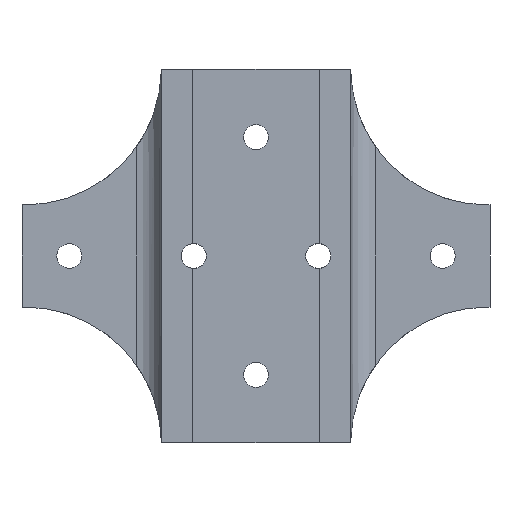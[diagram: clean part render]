
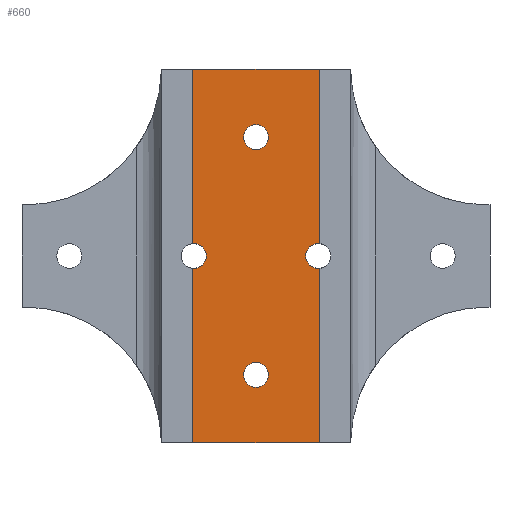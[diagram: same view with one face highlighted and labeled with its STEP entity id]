
A CAD part, left-side view. The second image highlights one B-rep face of the part: STEP entity #660.
In plain terms, the highlighted planar face has unit normal (-1, 0, 0).
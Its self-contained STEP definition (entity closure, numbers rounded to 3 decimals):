
#23=FACE_BOUND('',#137,.T.);
#24=FACE_BOUND('',#138,.T.);
#40=CIRCLE('',#716,2.5);
#42=CIRCLE('',#719,2.5);
#44=CIRCLE('',#724,2.5);
#46=CIRCLE('',#727,2.5);
#48=CIRCLE('',#729,2.5);
#62=PLANE('',#732);
#94=FACE_OUTER_BOUND('',#136,.T.);
#136=EDGE_LOOP('',(#565,#566,#567,#568,#569,#570,#571,#572,#573));
#137=EDGE_LOOP('',(#574));
#138=EDGE_LOOP('',(#575));
#191=LINE('',#1196,#253);
#192=LINE('',#1199,#254);
#195=LINE('',#1205,#257);
#196=LINE('',#1206,#258);
#197=LINE('',#1208,#259);
#198=LINE('',#1209,#260);
#253=VECTOR('',#883,10.);
#254=VECTOR('',#886,10.);
#257=VECTOR('',#891,10.);
#258=VECTOR('',#892,10.);
#259=VECTOR('',#893,10.);
#260=VECTOR('',#894,10.);
#318=VERTEX_POINT('',#1154);
#320=VERTEX_POINT('',#1160);
#323=VERTEX_POINT('',#1172);
#324=VERTEX_POINT('',#1174);
#326=VERTEX_POINT('',#1180);
#327=VERTEX_POINT('',#1182);
#330=VERTEX_POINT('',#1188);
#332=VERTEX_POINT('',#1194);
#333=VERTEX_POINT('',#1198);
#335=VERTEX_POINT('',#1204);
#336=VERTEX_POINT('',#1207);
#395=EDGE_CURVE('',#318,#318,#40,.T.);
#398=EDGE_CURVE('',#320,#320,#42,.T.);
#404=EDGE_CURVE('',#324,#323,#44,.T.);
#408=EDGE_CURVE('',#327,#326,#46,.T.);
#412=EDGE_CURVE('',#326,#330,#48,.T.);
#415=EDGE_CURVE('',#332,#323,#191,.T.);
#416=EDGE_CURVE('',#324,#333,#192,.T.);
#419=EDGE_CURVE('',#335,#332,#195,.T.);
#420=EDGE_CURVE('',#327,#335,#196,.T.);
#421=EDGE_CURVE('',#336,#330,#197,.T.);
#422=EDGE_CURVE('',#333,#336,#198,.T.);
#565=ORIENTED_EDGE('',*,*,#404,.T.);
#566=ORIENTED_EDGE('',*,*,#415,.F.);
#567=ORIENTED_EDGE('',*,*,#419,.F.);
#568=ORIENTED_EDGE('',*,*,#420,.F.);
#569=ORIENTED_EDGE('',*,*,#408,.T.);
#570=ORIENTED_EDGE('',*,*,#412,.T.);
#571=ORIENTED_EDGE('',*,*,#421,.F.);
#572=ORIENTED_EDGE('',*,*,#422,.F.);
#573=ORIENTED_EDGE('',*,*,#416,.F.);
#574=ORIENTED_EDGE('',*,*,#395,.T.);
#575=ORIENTED_EDGE('',*,*,#398,.T.);
#660=ADVANCED_FACE('',(#94,#23,#24),#62,.F.);
#716=AXIS2_PLACEMENT_3D('',#1156,#842,#843);
#719=AXIS2_PLACEMENT_3D('',#1162,#849,#850);
#724=AXIS2_PLACEMENT_3D('',#1175,#863,#864);
#727=AXIS2_PLACEMENT_3D('',#1183,#871,#872);
#729=AXIS2_PLACEMENT_3D('',#1190,#877,#878);
#732=AXIS2_PLACEMENT_3D('',#1203,#889,#890);
#842=DIRECTION('center_axis',(1.,0.,0.));
#843=DIRECTION('ref_axis',(0.,1.,0.));
#849=DIRECTION('center_axis',(1.,0.,0.));
#850=DIRECTION('ref_axis',(0.,1.,0.));
#863=DIRECTION('center_axis',(1.,0.,0.));
#864=DIRECTION('ref_axis',(0.,1.,0.));
#871=DIRECTION('center_axis',(1.,0.,0.));
#872=DIRECTION('ref_axis',(0.,1.,0.));
#877=DIRECTION('center_axis',(1.,0.,0.));
#878=DIRECTION('ref_axis',(0.,1.,0.));
#883=DIRECTION('',(0.,0.,-1.));
#886=DIRECTION('',(0.,0.,-1.));
#889=DIRECTION('center_axis',(1.,0.,0.));
#890=DIRECTION('ref_axis',(0.,0.,-1.));
#891=DIRECTION('',(0.,-1.,0.));
#892=DIRECTION('',(0.,0.,1.));
#893=DIRECTION('',(0.,0.,1.));
#894=DIRECTION('',(0.,1.,0.));
#1154=CARTESIAN_POINT('',(5.,-2.5,23.875));
#1156=CARTESIAN_POINT('Origin',(5.,0.,23.875));
#1160=CARTESIAN_POINT('',(5.,-2.5,-23.875));
#1162=CARTESIAN_POINT('Origin',(5.,0.,-23.875));
#1172=CARTESIAN_POINT('',(5.,-12.75,2.487));
#1174=CARTESIAN_POINT('',(5.,-12.75,-2.487));
#1175=CARTESIAN_POINT('Origin',(5.,-12.5,0.));
#1180=CARTESIAN_POINT('',(5.,10.,0.));
#1182=CARTESIAN_POINT('',(5.,12.75,2.487));
#1183=CARTESIAN_POINT('Origin',(5.,12.5,0.));
#1188=CARTESIAN_POINT('',(5.,12.75,-2.487));
#1190=CARTESIAN_POINT('Origin',(5.,12.5,0.));
#1194=CARTESIAN_POINT('',(5.,-12.75,37.5));
#1196=CARTESIAN_POINT('',(5.,-12.75,-37.5));
#1198=CARTESIAN_POINT('',(5.,-12.75,-37.5));
#1199=CARTESIAN_POINT('',(5.,-12.75,-37.5));
#1203=CARTESIAN_POINT('Origin',(5.,0.,0.));
#1204=CARTESIAN_POINT('',(5.,12.75,37.5));
#1205=CARTESIAN_POINT('',(5.,9.5,37.5));
#1206=CARTESIAN_POINT('',(5.,12.75,37.5));
#1207=CARTESIAN_POINT('',(5.,12.75,-37.5));
#1208=CARTESIAN_POINT('',(5.,12.75,37.5));
#1209=CARTESIAN_POINT('',(5.,-9.5,-37.5));
